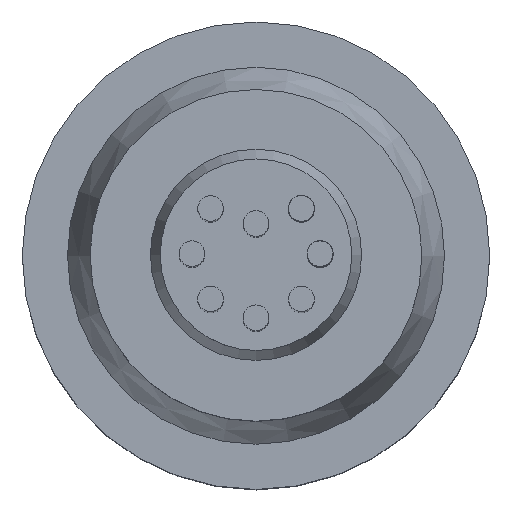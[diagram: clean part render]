
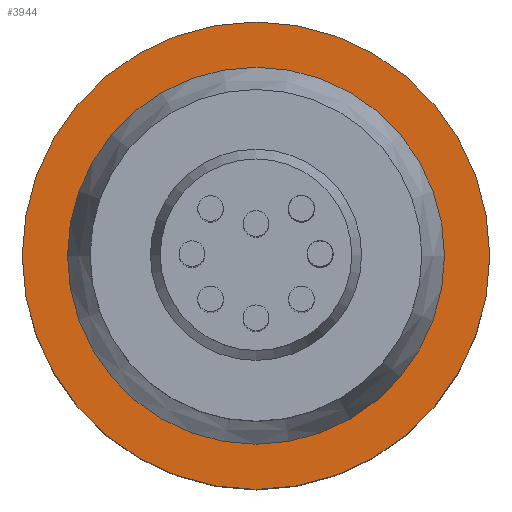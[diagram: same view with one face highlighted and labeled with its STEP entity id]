
A CAD part, top view. The second image highlights one B-rep face of the part: STEP entity #3944.
In plain terms, the highlighted planar face has unit normal (0, 0, 1).
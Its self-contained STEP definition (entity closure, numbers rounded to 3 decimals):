
#114=FACE_BOUND($,#1001,.T.);
#115=FACE_BOUND($,#1002,.T.);
#142=CIRCLE($,#4008,12.5);
#184=CIRCLE($,#4159,15.5);
#1001=EDGE_LOOP($,(#3409));
#1002=EDGE_LOOP($,(#3410));
#1574=VERTEX_POINT($,#6718);
#1892=VERTEX_POINT($,#8749);
#1943=EDGE_CURVE($,#1574,#1574,#142,.T.);
#2399=EDGE_CURVE($,#1892,#1892,#184,.T.);
#3409=ORIENTED_EDGE($,*,*,#1943,.T.);
#3410=ORIENTED_EDGE($,*,*,#2399,.F.);
#3511=PLANE($,#4160);
#3944=ADVANCED_FACE($,(#114,#115),#3511,.F.);
#4008=AXIS2_PLACEMENT_3D($,#6719,#4298,#4299);
#4159=AXIS2_PLACEMENT_3D($,#8750,#4850,#4851);
#4160=AXIS2_PLACEMENT_3D($,#8751,#4852,#4853);
#4298=DIRECTION('center_axis',(0.,0.,-1.));
#4299=DIRECTION('ref_axis',(1.,0.,0.));
#4850=DIRECTION('center_axis',(0.,0.,-1.));
#4851=DIRECTION('ref_axis',(-1.,0.,0.));
#4852=DIRECTION('center_axis',(0.,0.,-1.));
#4853=DIRECTION('ref_axis',(-1.,0.,0.));
#6718=CARTESIAN_POINT('',(-12.5,0.,19.));
#6719=CARTESIAN_POINT('Origin',(0.,0.,19.));
#8749=CARTESIAN_POINT('',(15.5,0.,19.));
#8750=CARTESIAN_POINT('Origin',(0.,0.,19.));
#8751=CARTESIAN_POINT('Origin',(0.,0.,19.));
